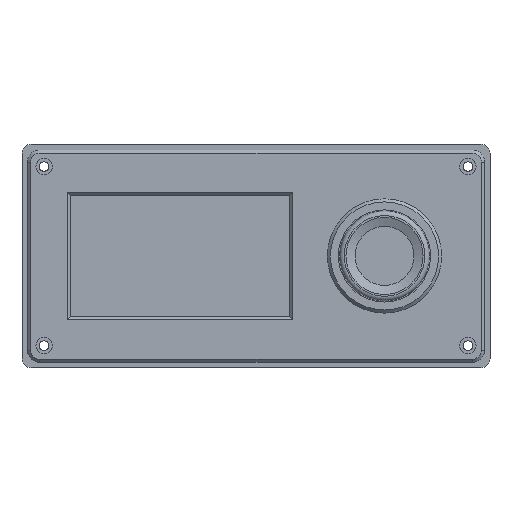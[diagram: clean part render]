
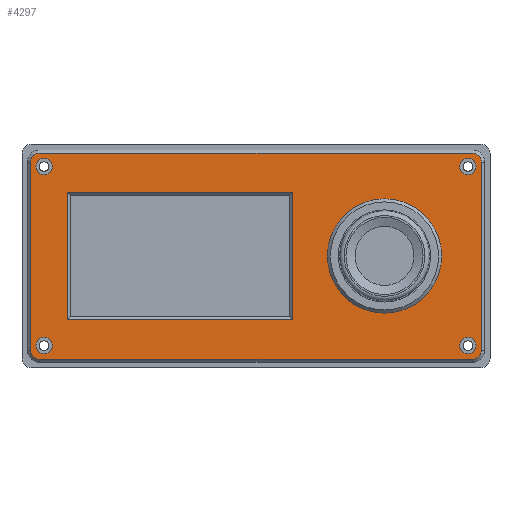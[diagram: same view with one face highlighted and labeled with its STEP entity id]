
A CAD part, top view. The second image highlights one B-rep face of the part: STEP entity #4297.
In plain terms, the highlighted planar face has unit normal (0, 0, 1).
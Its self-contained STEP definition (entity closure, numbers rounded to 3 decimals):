
#114=FACE_BOUND('',#663,.T.);
#115=FACE_BOUND('',#664,.T.);
#116=FACE_BOUND('',#665,.T.);
#117=FACE_BOUND('',#666,.T.);
#118=FACE_BOUND('',#667,.T.);
#119=FACE_BOUND('',#668,.T.);
#205=PLANE('',#4665);
#386=FACE_OUTER_BOUND('',#662,.T.);
#662=EDGE_LOOP('',(#3044,#3045,#3046,#3047,#3048,#3049,#3050,#3051));
#663=EDGE_LOOP('',(#3052));
#664=EDGE_LOOP('',(#3053));
#665=EDGE_LOOP('',(#3054));
#666=EDGE_LOOP('',(#3055));
#667=EDGE_LOOP('',(#3056));
#668=EDGE_LOOP('',(#3057,#3058,#3059,#3060));
#1005=LINE('',#6559,#1413);
#1009=LINE('',#6567,#1417);
#1012=LINE('',#6573,#1420);
#1016=LINE('',#6579,#1424);
#1022=LINE('',#6595,#1430);
#1023=LINE('',#6599,#1431);
#1024=LINE('',#6603,#1432);
#1025=LINE('',#6606,#1433);
#1413=VECTOR('',#5180,10.);
#1417=VECTOR('',#5186,10.);
#1420=VECTOR('',#5191,10.);
#1424=VECTOR('',#5197,10.);
#1430=VECTOR('',#5211,10.);
#1431=VECTOR('',#5214,10.);
#1432=VECTOR('',#5217,10.);
#1433=VECTOR('',#5220,10.);
#1817=CIRCLE('',#4640,2.7);
#1820=CIRCLE('',#4645,2.7);
#1823=CIRCLE('',#4650,2.7);
#1826=CIRCLE('',#4655,2.7);
#1829=CIRCLE('',#4666,3.);
#1830=CIRCLE('',#4667,3.);
#1831=CIRCLE('',#4668,3.);
#1832=CIRCLE('',#4669,3.);
#1833=CIRCLE('',#4670,17.15);
#2009=VERTEX_POINT('',#6521);
#2012=VERTEX_POINT('',#6530);
#2015=VERTEX_POINT('',#6539);
#2018=VERTEX_POINT('',#6548);
#2021=VERTEX_POINT('',#6557);
#2022=VERTEX_POINT('',#6558);
#2025=VERTEX_POINT('',#6566);
#2027=VERTEX_POINT('',#6572);
#2032=VERTEX_POINT('',#6591);
#2033=VERTEX_POINT('',#6592);
#2034=VERTEX_POINT('',#6594);
#2035=VERTEX_POINT('',#6596);
#2036=VERTEX_POINT('',#6598);
#2037=VERTEX_POINT('',#6600);
#2038=VERTEX_POINT('',#6602);
#2039=VERTEX_POINT('',#6604);
#2040=VERTEX_POINT('',#6607);
#2396=EDGE_CURVE('',#2009,#2009,#1817,.T.);
#2400=EDGE_CURVE('',#2012,#2012,#1820,.T.);
#2404=EDGE_CURVE('',#2015,#2015,#1823,.T.);
#2408=EDGE_CURVE('',#2018,#2018,#1826,.T.);
#2412=EDGE_CURVE('',#2021,#2022,#1005,.T.);
#2416=EDGE_CURVE('',#2022,#2025,#1009,.T.);
#2419=EDGE_CURVE('',#2025,#2027,#1012,.T.);
#2423=EDGE_CURVE('',#2027,#2021,#1016,.T.);
#2429=EDGE_CURVE('',#2032,#2033,#1829,.T.);
#2430=EDGE_CURVE('',#2034,#2032,#1022,.T.);
#2431=EDGE_CURVE('',#2035,#2034,#1830,.T.);
#2432=EDGE_CURVE('',#2036,#2035,#1023,.T.);
#2433=EDGE_CURVE('',#2037,#2036,#1831,.T.);
#2434=EDGE_CURVE('',#2038,#2037,#1024,.T.);
#2435=EDGE_CURVE('',#2039,#2038,#1832,.T.);
#2436=EDGE_CURVE('',#2033,#2039,#1025,.T.);
#2437=EDGE_CURVE('',#2040,#2040,#1833,.T.);
#3044=ORIENTED_EDGE('',*,*,#2429,.F.);
#3045=ORIENTED_EDGE('',*,*,#2430,.F.);
#3046=ORIENTED_EDGE('',*,*,#2431,.F.);
#3047=ORIENTED_EDGE('',*,*,#2432,.F.);
#3048=ORIENTED_EDGE('',*,*,#2433,.F.);
#3049=ORIENTED_EDGE('',*,*,#2434,.F.);
#3050=ORIENTED_EDGE('',*,*,#2435,.F.);
#3051=ORIENTED_EDGE('',*,*,#2436,.F.);
#3052=ORIENTED_EDGE('',*,*,#2396,.T.);
#3053=ORIENTED_EDGE('',*,*,#2400,.T.);
#3054=ORIENTED_EDGE('',*,*,#2404,.T.);
#3055=ORIENTED_EDGE('',*,*,#2408,.T.);
#3056=ORIENTED_EDGE('',*,*,#2437,.T.);
#3057=ORIENTED_EDGE('',*,*,#2412,.F.);
#3058=ORIENTED_EDGE('',*,*,#2423,.F.);
#3059=ORIENTED_EDGE('',*,*,#2419,.F.);
#3060=ORIENTED_EDGE('',*,*,#2416,.F.);
#4297=ADVANCED_FACE('',(#386,#114,#115,#116,#117,#118,#119),#205,.T.);
#4640=AXIS2_PLACEMENT_3D('',#6522,#5136,#5137);
#4645=AXIS2_PLACEMENT_3D('',#6531,#5147,#5148);
#4650=AXIS2_PLACEMENT_3D('',#6540,#5158,#5159);
#4655=AXIS2_PLACEMENT_3D('',#6549,#5169,#5170);
#4665=AXIS2_PLACEMENT_3D('',#6590,#5207,#5208);
#4666=AXIS2_PLACEMENT_3D('',#6593,#5209,#5210);
#4667=AXIS2_PLACEMENT_3D('',#6597,#5212,#5213);
#4668=AXIS2_PLACEMENT_3D('',#6601,#5215,#5216);
#4669=AXIS2_PLACEMENT_3D('',#6605,#5218,#5219);
#4670=AXIS2_PLACEMENT_3D('',#6608,#5221,#5222);
#5136=DIRECTION('center_axis',(0.,0.,-1.));
#5137=DIRECTION('ref_axis',(1.,0.,0.));
#5147=DIRECTION('center_axis',(0.,0.,-1.));
#5148=DIRECTION('ref_axis',(1.,0.,0.));
#5158=DIRECTION('center_axis',(0.,0.,-1.));
#5159=DIRECTION('ref_axis',(1.,0.,0.));
#5169=DIRECTION('center_axis',(0.,0.,-1.));
#5170=DIRECTION('ref_axis',(1.,0.,0.));
#5180=DIRECTION('',(1.,0.,0.));
#5186=DIRECTION('',(0.,1.,0.));
#5191=DIRECTION('',(-1.,0.,0.));
#5197=DIRECTION('',(0.,-1.,0.));
#5207=DIRECTION('center_axis',(0.,0.,1.));
#5208=DIRECTION('ref_axis',(1.,0.,0.));
#5209=DIRECTION('center_axis',(0.,0.,-1.));
#5210=DIRECTION('ref_axis',(1.,0.,0.));
#5211=DIRECTION('',(1.,0.,0.));
#5212=DIRECTION('center_axis',(0.,0.,-1.));
#5213=DIRECTION('ref_axis',(0.,1.,0.));
#5214=DIRECTION('',(0.,1.,0.));
#5215=DIRECTION('center_axis',(0.,0.,-1.));
#5216=DIRECTION('ref_axis',(-1.,0.,0.));
#5217=DIRECTION('',(-1.,0.,0.));
#5218=DIRECTION('center_axis',(0.,0.,-1.));
#5219=DIRECTION('ref_axis',(0.,-1.,0.));
#5220=DIRECTION('',(0.,-1.,0.));
#5221=DIRECTION('center_axis',(0.,0.,-1.));
#5222=DIRECTION('ref_axis',(1.,0.,0.));
#6521=CARTESIAN_POINT('',(-72.8,29.6,2.75));
#6522=CARTESIAN_POINT('Origin',(-70.1,29.6,2.75));
#6530=CARTESIAN_POINT('',(-72.8,-29.6,2.75));
#6531=CARTESIAN_POINT('Origin',(-70.1,-29.6,2.75));
#6539=CARTESIAN_POINT('',(67.4,29.6,2.75));
#6540=CARTESIAN_POINT('Origin',(70.1,29.6,2.75));
#6548=CARTESIAN_POINT('',(67.4,-29.6,2.75));
#6549=CARTESIAN_POINT('Origin',(70.1,-29.6,2.75));
#6557=CARTESIAN_POINT('',(-62.4,-21.1,2.75));
#6558=CARTESIAN_POINT('',(12.2,-21.1,2.75));
#6559=CARTESIAN_POINT('',(5.6,-21.1,2.75));
#6566=CARTESIAN_POINT('',(12.2,21.1,2.75));
#6567=CARTESIAN_POINT('',(12.2,10.05,2.75));
#6572=CARTESIAN_POINT('',(-62.4,21.1,2.75));
#6573=CARTESIAN_POINT('',(-30.7,21.1,2.75));
#6579=CARTESIAN_POINT('',(-62.4,-10.05,2.75));
#6590=CARTESIAN_POINT('Origin',(0.,0.,2.75));
#6591=CARTESIAN_POINT('',(71.6,34.1,2.75));
#6592=CARTESIAN_POINT('',(74.6,31.1,2.75));
#6593=CARTESIAN_POINT('Origin',(71.6,31.1,2.75));
#6594=CARTESIAN_POINT('',(-71.6,34.1,2.75));
#6595=CARTESIAN_POINT('',(35.8,34.1,2.75));
#6596=CARTESIAN_POINT('',(-74.6,31.1,2.75));
#6597=CARTESIAN_POINT('Origin',(-71.6,31.1,2.75));
#6598=CARTESIAN_POINT('',(-74.6,-31.1,2.75));
#6599=CARTESIAN_POINT('',(-74.6,15.55,2.75));
#6600=CARTESIAN_POINT('',(-71.6,-34.1,2.75));
#6601=CARTESIAN_POINT('Origin',(-71.6,-31.1,2.75));
#6602=CARTESIAN_POINT('',(71.6,-34.1,2.75));
#6603=CARTESIAN_POINT('',(-35.8,-34.1,2.75));
#6604=CARTESIAN_POINT('',(74.6,-31.1,2.75));
#6605=CARTESIAN_POINT('Origin',(71.6,-31.1,2.75));
#6606=CARTESIAN_POINT('',(74.6,-15.55,2.75));
#6607=CARTESIAN_POINT('',(25.4,0.,2.75));
#6608=CARTESIAN_POINT('Origin',(42.55,0.,2.75));
